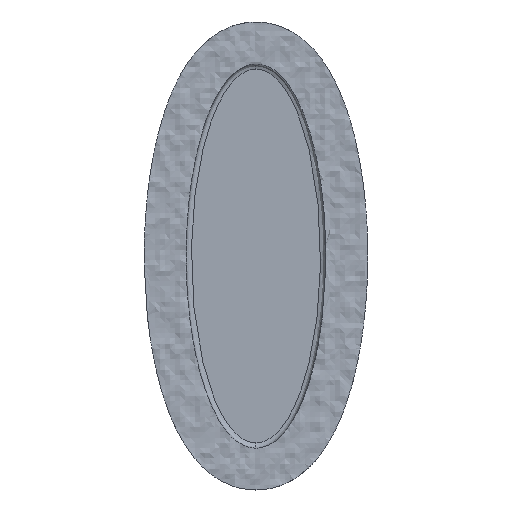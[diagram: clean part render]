
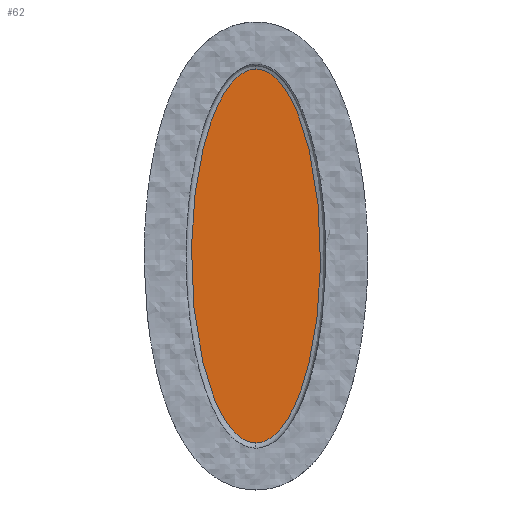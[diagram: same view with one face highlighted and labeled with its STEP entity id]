
A CAD part, top view. The second image highlights one B-rep face of the part: STEP entity #62.
In plain terms, the highlighted planar face has unit normal (0, 0, 1).
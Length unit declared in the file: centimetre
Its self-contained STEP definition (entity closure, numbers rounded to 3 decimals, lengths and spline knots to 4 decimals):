
#62=ADVANCED_FACE($,(#106),#447,.T.);
#106=FACE_OUTER_BOUND($,#150,.T.);
#150=EDGE_LOOP($,(#294,#295));
#294=ORIENTED_EDGE($,*,*,#370,.T.);
#295=ORIENTED_EDGE($,*,*,#373,.T.);
#370=EDGE_CURVE($,#421,#423,#467,.T.);
#373=EDGE_CURVE($,#423,#421,#469,.T.);
#421=VERTEX_POINT($,#26104);
#423=VERTEX_POINT($,#26106);
#447=PLANE($,#626);
#467=(
BOUNDED_CURVE()
B_SPLINE_CURVE(2,(#26064,#26065,#26066,#26067,#26068),.UNSPECIFIED.,.F.,
.F.)
B_SPLINE_CURVE_WITH_KNOTS((3,2,3),(0.,1.5708,3.1416),
.UNSPECIFIED.)
CURVE()
GEOMETRIC_REPRESENTATION_ITEM()
RATIONAL_B_SPLINE_CURVE((1.,0.707,1.,0.707,1.))
REPRESENTATION_ITEM($)
);
#469=(
BOUNDED_CURVE()
B_SPLINE_CURVE(2,(#26076,#26077,#26078,#26079,#26080),.UNSPECIFIED.,.F.,
.F.)
B_SPLINE_CURVE_WITH_KNOTS((3,2,3),(3.1416,4.7124,6.2832),
.UNSPECIFIED.)
CURVE()
GEOMETRIC_REPRESENTATION_ITEM()
RATIONAL_B_SPLINE_CURVE((1.,0.707,1.,0.707,1.))
REPRESENTATION_ITEM($)
);
#626=AXIS2_PLACEMENT_3D($,#26092,#646,$);
#646=DIRECTION($,(0.,0.,1.));
#26064=CARTESIAN_POINT($,(48.,180.75,3.2));
#26065=CARTESIAN_POINT($,(20.25,180.75,3.2));
#26066=CARTESIAN_POINT($,(20.25,100.5,3.2));
#26067=CARTESIAN_POINT($,(20.25,20.25,3.2));
#26068=CARTESIAN_POINT($,(48.,20.25,3.2));
#26076=CARTESIAN_POINT($,(48.,20.25,3.2));
#26077=CARTESIAN_POINT($,(75.75,20.25,3.2));
#26078=CARTESIAN_POINT($,(75.75,100.5,3.2));
#26079=CARTESIAN_POINT($,(75.75,180.75,3.2));
#26080=CARTESIAN_POINT($,(48.,180.75,3.2));
#26092=CARTESIAN_POINT($,(20.25,20.25,3.2));
#26104=CARTESIAN_POINT($,(48.,180.75,3.2));
#26106=CARTESIAN_POINT($,(48.,20.25,3.2));
